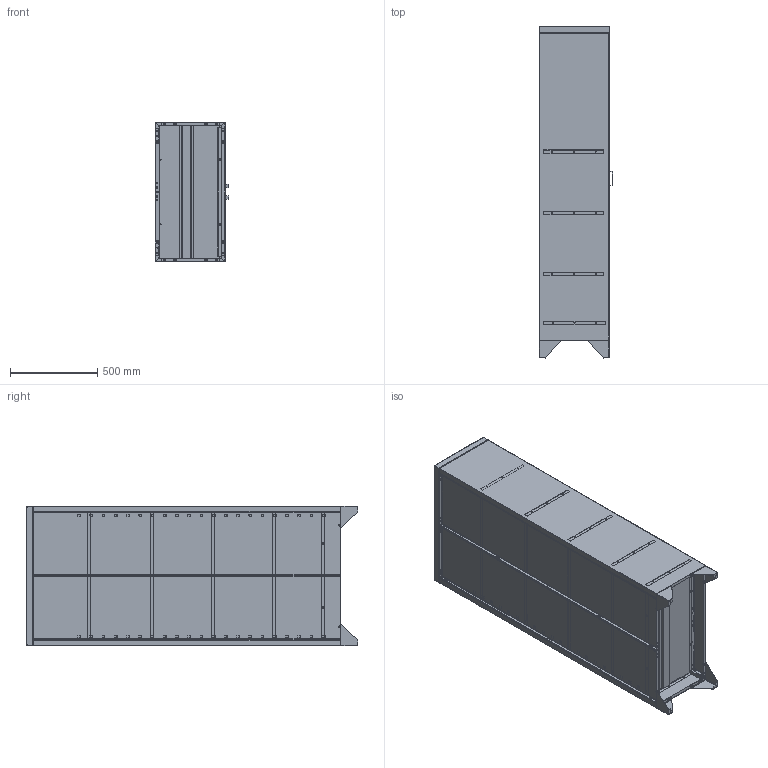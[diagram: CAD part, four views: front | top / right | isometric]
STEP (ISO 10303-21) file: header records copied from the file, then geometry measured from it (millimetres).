
FILE_DESCRIPTION (( 'STEP AP203' ), '1' );
FILE_NAME ('2011.STEP', '2023-06-15T07:04:57', ( '' ), ( '' ), 'SwSTEP 2.0', 'SolidWorks 2022', '' );
FILE_SCHEMA (( 'CONFIG_CONTROL_DESIGN' ));
Length unit declared in the file: millimetre
Products named in the file (19): 04800606-B.IGS; 04801621-A.IGS; 04801402-A.IGS; 04800608-B.IGS; 04803603-B.IGS; MOSS_005487000002.IGS; Sroub ISO 7045 - Hs_M6x10-4.8-H.IGS; 04801401-B.IGS; 2011; 04801403-B_VýchozíSM-FLAT-PATTERN.IGS; 04803601.IGS; 04800615.IGS; Sroub ISO 7049 - CH_ST4,8x9,5-C-H.IGS; Zrcadlení04803603-B_VýchozíSM-FLAT-PATTERN2.IGS; 08201100.IGS; 04801409-N.IGS; 04801404-B.IGS; Matice M6-6-A3L ISO 4032-3.IGS; 04800605-C.IGS
Assembly tree (74 placements, depth 3):
  2011
    08201100.IGS
      04801401-B.IGS
      04800605-C.IGS
      04800606-B.IGS
      04803603-B.IGS
      04800615.IGS  x4
      Sroub ISO 7049 - CH_ST4,8x9,5-C-H.IGS  x16
      MOSS_005487000002.IGS  x2
      04801403-B_VýchozíSM-FLAT-PATTERN.IGS
      04801404-B.IGS
      04800608-B.IGS
      04801621-A.IGS  x4
      04803601.IGS  x2
      Sroub ISO 7045 - Hs_M6x10-4.8-H.IGS  x16
      Matice M6-6-A3L ISO 4032-3.IGS  x16
      04801402-A.IGS
      Zrcadlení04803603-B_VýchozíSM-FLAT-PATTERN2.IGS
      04801409-N.IGS  x4
Bounding box: 419.18 x 1899.3 x 800 mm (x, y, z)
Volume: 4165865.5 mm3; surface area: 14519675.7 mm2
Topology: 76 solids, 76 shells, 6308 faces, 15376 edges, 9172 vertices
Faces by surface type: bspline 6308
Entity records: 321367 total; most frequent: CARTESIAN_POINT 253982, ORIENTED_EDGE 21520, EDGE_CURVE 10760, B_SPLINE_CURVE_WITH_KNOTS 8487, VERTEX_POINT 6421, EDGE_LOOP 4897, FACE_OUTER_BOUND 4365, ADVANCED_FACE 4365
